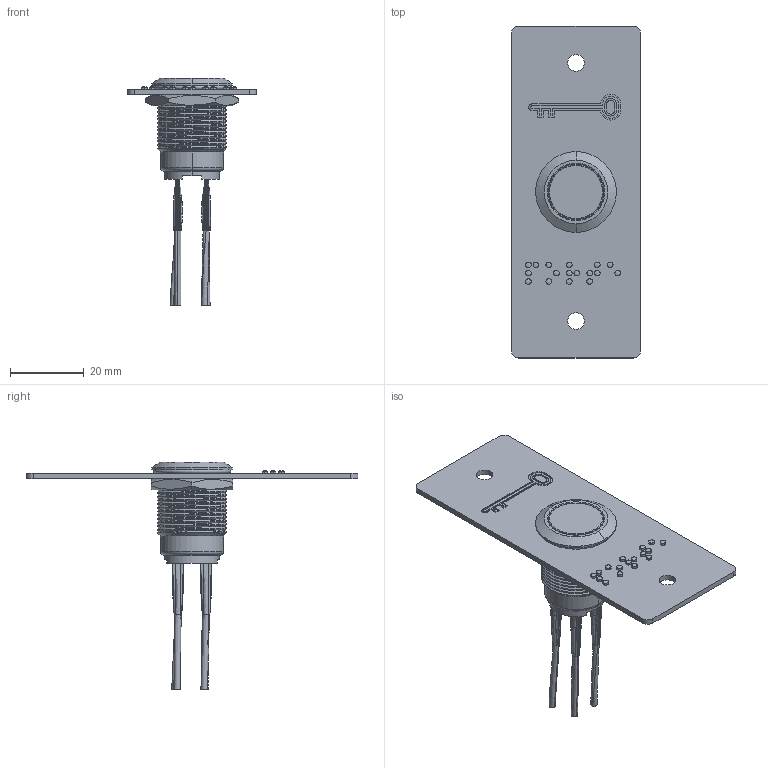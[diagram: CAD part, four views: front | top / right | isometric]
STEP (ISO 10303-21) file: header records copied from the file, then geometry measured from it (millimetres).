
FILE_DESCRIPTION (( 'STEP AP214' ), '1' );
FILE_NAME ('PB19NO+NC_4FS_PBE.STEP', '2021-07-05T07:17:20', ( '' ), ( '' ), 'SwSTEP 2.0', 'SolidWorks 2020', '' );
FILE_SCHEMA (( 'AUTOMOTIVE_DESIGN' ));
Length unit declared in the file: millimetre
Products named in the file (7): BP-BOUTON POUSSOIR INOX_PB19NO+NC; BP-FACADE MODIF_MP0504-MARQUAGE BRAILLE PORTE + CLE; FILS^PB19_4 FILS; BP-JOINT_COMPRESSE; PB19NO+NC_4FS_PBE; BP-ECROU; PB19_PB19NO+NC_4FS
Assembly tree (6 placements, depth 3):
  PB19NO+NC_4FS_PBE
    BP-FACADE MODIF_MP0504-MARQUAGE BRAILLE PORTE + CLE
    PB19_PB19NO+NC_4FS
      BP-BOUTON POUSSOIR INOX_PB19NO+NC
      BP-ECROU
      BP-JOINT_COMPRESSE
      FILS^PB19_4 FILS
Bounding box: 35 x 90 x 61.7 mm (x, y, z)
Volume: 12041.3 mm3; surface area: 11916.9 mm2
Topology: 12 solids, 12 shells, 500 faces, 1273 edges, 846 vertices
Faces by surface type: bspline 273, plane 128, cylinder 79, torus 12, cone 8
Entity records: 45337 total; most frequent: CARTESIAN_POINT 32640, ORIENTED_EDGE 2542, DIRECTION 1397, EDGE_CURVE 1271, VERTEX_POINT 842, EDGE_LOOP 573, ADVANCED_FACE 500, FACE_OUTER_BOUND 500
